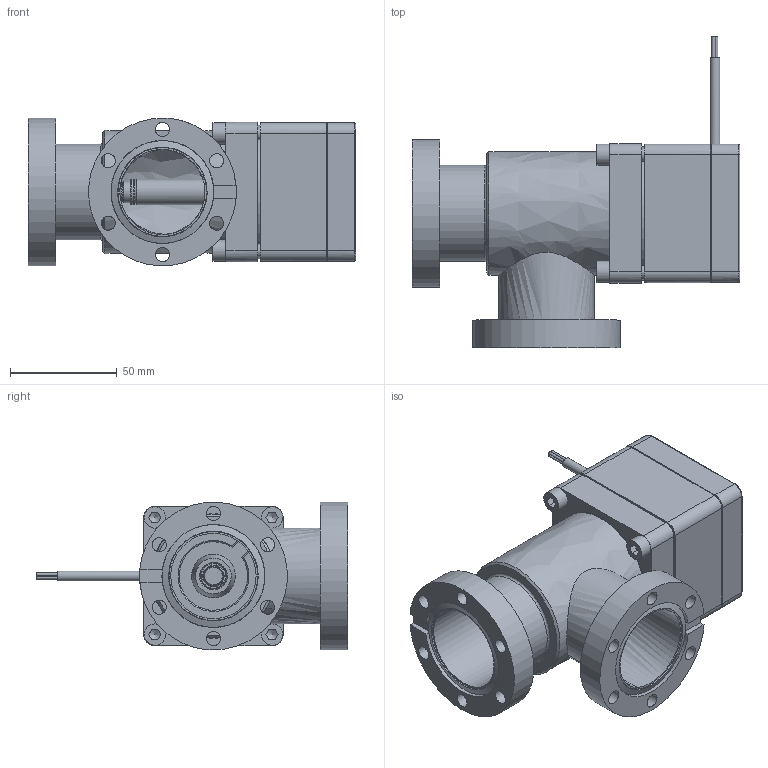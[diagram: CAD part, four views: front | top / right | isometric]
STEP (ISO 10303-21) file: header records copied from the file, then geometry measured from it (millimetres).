
FILE_DESCRIPTION((''),'2;1');
FILE_NAME('329952.stp','2006-11-10T11:24:28',('User'),( 'SDRC'),'I-DEAS Master Series 9','UNIX','Yes');
FILE_SCHEMA(('CONFIG_CONTROL_DESIGN'));
Length unit declared in the file: millimetre
Assembly tree (24 placements, depth 0):
Bounding box: 153.85 x 146.23 x 69.35 mm (x, y, z)
Volume: 158046.7 mm3; surface area: 144885.2 mm2
Topology: 28 solids, 29 shells, 659 faces, 1594 edges, 1034 vertices
Faces by surface type: bspline 659
Entity records: 21034 total; most frequent: CARTESIAN_POINT 10483, ORIENTED_EDGE 2732, EDGE_CURVE 1366, VERTEX_POINT 887, EDGE_LOOP 652, FACE_OUTER_BOUND 549, ADVANCED_FACE 549, B_SPLINE_CURVE_WITH_KNOTS 521
